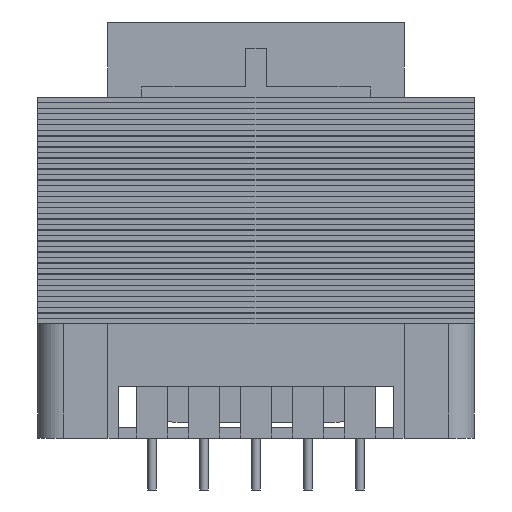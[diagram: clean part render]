
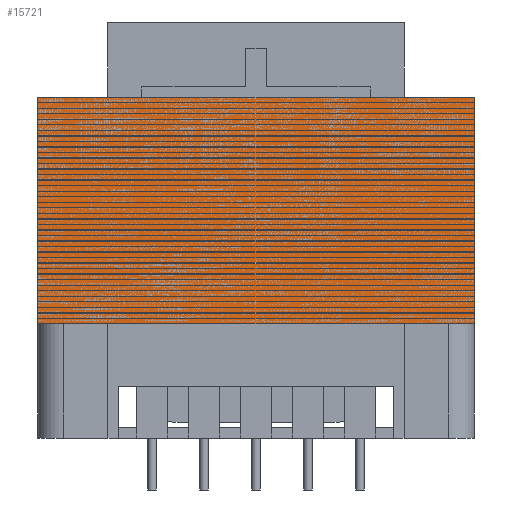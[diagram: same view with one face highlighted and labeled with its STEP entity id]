
A CAD part, front view. The second image highlights one B-rep face of the part: STEP entity #15721.
In plain terms, the highlighted planar face has unit normal (0, -1, 0).
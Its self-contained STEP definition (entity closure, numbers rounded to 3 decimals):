
#1148=FACE_OUTER_BOUND('',#2100,.T.);
#2100=EDGE_LOOP('',(#10418,#10419,#10420,#10421));
#3094=LINE('',#20825,#4812);
#3095=LINE('',#20828,#4813);
#3096=LINE('',#20830,#4814);
#3097=LINE('',#20831,#4815);
#4812=VECTOR('',#17556,10.);
#4813=VECTOR('',#17559,10.);
#4814=VECTOR('',#17560,10.);
#4815=VECTOR('',#17561,10.);
#6528=VERTEX_POINT('',#20821);
#6529=VERTEX_POINT('',#20823);
#6530=VERTEX_POINT('',#20827);
#6531=VERTEX_POINT('',#20829);
#8084=EDGE_CURVE('',#6528,#6529,#3094,.T.);
#8085=EDGE_CURVE('',#6530,#6528,#3095,.T.);
#8086=EDGE_CURVE('',#6531,#6529,#3096,.T.);
#8087=EDGE_CURVE('',#6530,#6531,#3097,.T.);
#10418=ORIENTED_EDGE('',*,*,#8085,.T.);
#10419=ORIENTED_EDGE('',*,*,#8084,.T.);
#10420=ORIENTED_EDGE('',*,*,#8086,.F.);
#10421=ORIENTED_EDGE('',*,*,#8087,.F.);
#15076=PLANE('',#16773);
#15721=ADVANCED_FACE('',(#1148),#15076,.T.);
#16773=AXIS2_PLACEMENT_3D('',#20826,#17557,#17558);
#17556=DIRECTION('',(0.,0.,1.));
#17557=DIRECTION('center_axis',(0.,-1.,0.));
#17558=DIRECTION('ref_axis',(1.,0.,0.));
#17559=DIRECTION('',(1.,0.,0.));
#17560=DIRECTION('',(1.,0.,0.));
#17561=DIRECTION('',(0.,0.,1.));
#20821=CARTESIAN_POINT('',(42.,0.,11.));
#20823=CARTESIAN_POINT('',(42.,0.,32.8));
#20825=CARTESIAN_POINT('',(42.,0.,11.));
#20826=CARTESIAN_POINT('Origin',(0.,0.,11.));
#20827=CARTESIAN_POINT('',(0.,0.,11.));
#20828=CARTESIAN_POINT('',(0.,0.,11.));
#20829=CARTESIAN_POINT('',(0.,0.,32.8));
#20830=CARTESIAN_POINT('',(0.,0.,32.8));
#20831=CARTESIAN_POINT('',(0.,0.,11.));
